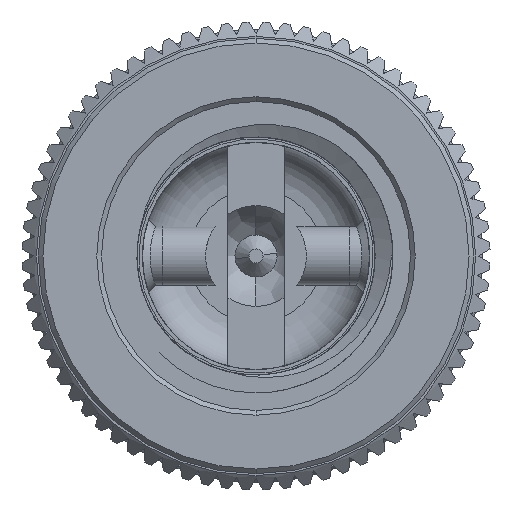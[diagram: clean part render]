
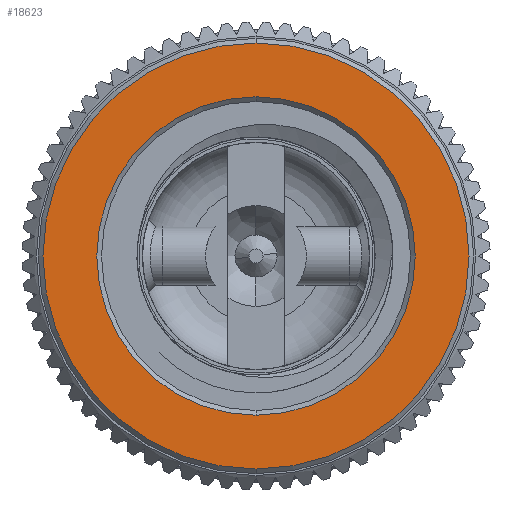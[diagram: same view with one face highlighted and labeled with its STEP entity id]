
A CAD part, front view. The second image highlights one B-rep face of the part: STEP entity #18623.
In plain terms, the highlighted planar face has unit normal (0, -1, 0).
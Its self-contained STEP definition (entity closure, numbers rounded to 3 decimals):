
#183 = CIRCLE ( 'NONE', #7108, 3.4 ) ;
#487 = ORIENTED_EDGE ( 'NONE', *, *, #1602, .T. ) ;
#1602 = EDGE_CURVE ( 'NONE', #10693, #8734, #12785, .T. ) ;
#2017 = AXIS2_PLACEMENT_3D ( 'NONE', #13820, #16934, #6522 ) ;
#3082 = EDGE_CURVE ( 'NONE', #14602, #10301, #183, .T. ) ;
#3539 = AXIS2_PLACEMENT_3D ( 'NONE', #8960, #4570, #6039 ) ;
#3697 = DIRECTION ( 'NONE',  ( 0., -1., 0. ) ) ;
#4090 = DIRECTION ( 'NONE',  ( 0., -1., 0. ) ) ;
#4266 = CARTESIAN_POINT ( 'NONE',  ( 0.07, -7.248, 8.45 ) ) ;
#4570 = DIRECTION ( 'NONE',  ( 0., 1., 0. ) ) ;
#4656 = EDGE_LOOP ( 'NONE', ( #15689, #15856 ) ) ;
#6039 = DIRECTION ( 'NONE',  ( 0., 0., 1. ) ) ;
#6522 = DIRECTION ( 'NONE',  ( 0., 0., 1. ) ) ;
#6765 = DIRECTION ( 'NONE',  ( 0., 0., 1. ) ) ;
#7108 = AXIS2_PLACEMENT_3D ( 'NONE', #8977, #16309, #11904 ) ;
#7171 = EDGE_CURVE ( 'NONE', #8734, #10693, #9781, .T. ) ;
#7779 = CARTESIAN_POINT ( 'NONE',  ( 0.07, -7.248, 16.4 ) ) ;
#7992 = CARTESIAN_POINT ( 'NONE',  ( 0.07, -7.248, 17.55 ) ) ;
#8360 = CARTESIAN_POINT ( 'NONE',  ( 0.07, -7.248, 13. ) ) ;
#8593 = FACE_OUTER_BOUND ( 'NONE', #13929, .T. ) ;
#8734 = VERTEX_POINT ( 'NONE', #7992 ) ;
#8960 = CARTESIAN_POINT ( 'NONE',  ( 0.07, -7.248, 13. ) ) ;
#8977 = CARTESIAN_POINT ( 'NONE',  ( 0.07, -7.248, 13. ) ) ;
#9183 = ORIENTED_EDGE ( 'NONE', *, *, #7171, .T. ) ;
#9209 = CIRCLE ( 'NONE', #3539, 3.4 ) ;
#9781 = CIRCLE ( 'NONE', #17313, 4.55 ) ;
#10301 = VERTEX_POINT ( 'NONE', #7779 ) ;
#10693 = VERTEX_POINT ( 'NONE', #4266 ) ;
#11904 = DIRECTION ( 'NONE',  ( 0., 0., 1. ) ) ;
#12406 = CARTESIAN_POINT ( 'NONE',  ( 0.07, -7.248, 13. ) ) ;
#12456 = FACE_BOUND ( 'NONE', #4656, .T. ) ;
#12785 = CIRCLE ( 'NONE', #14199, 4.55 ) ;
#13820 = CARTESIAN_POINT ( 'NONE',  ( -4.58, -7.248, 13. ) ) ;
#13929 = EDGE_LOOP ( 'NONE', ( #9183, #487 ) ) ;
#14199 = AXIS2_PLACEMENT_3D ( 'NONE', #8360, #4090, #6765 ) ;
#14602 = VERTEX_POINT ( 'NONE', #18572 ) ;
#15486 = EDGE_CURVE ( 'NONE', #10301, #14602, #9209, .T. ) ;
#15689 = ORIENTED_EDGE ( 'NONE', *, *, #3082, .T. ) ;
#15856 = ORIENTED_EDGE ( 'NONE', *, *, #15486, .T. ) ;
#16309 = DIRECTION ( 'NONE',  ( 0., 1., 0. ) ) ;
#16803 = PLANE ( 'NONE',  #2017 ) ;
#16934 = DIRECTION ( 'NONE',  ( 0., 1., 0. ) ) ;
#17313 = AXIS2_PLACEMENT_3D ( 'NONE', #12406, #3697, #18235 ) ;
#18235 = DIRECTION ( 'NONE',  ( 0., 0., 1. ) ) ;
#18572 = CARTESIAN_POINT ( 'NONE',  ( 0.07, -7.248, 9.6 ) ) ;
#18623 = ADVANCED_FACE ( 'NONE', ( #12456, #8593 ), #16803, .F. ) ;
